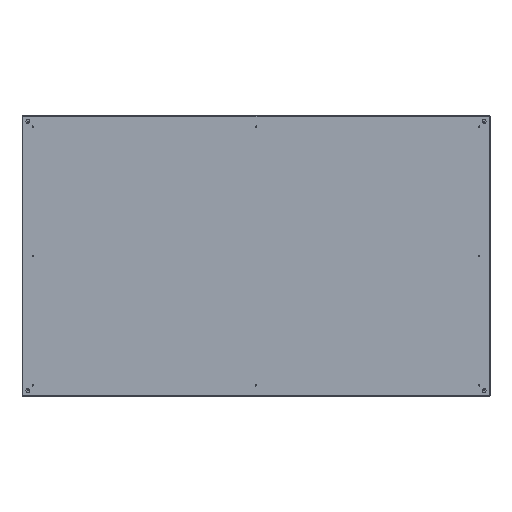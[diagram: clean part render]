
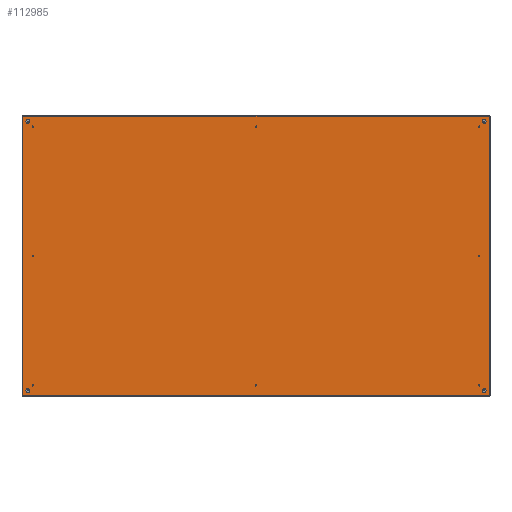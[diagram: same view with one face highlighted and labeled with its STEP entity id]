
A CAD part, left-side view. The second image highlights one B-rep face of the part: STEP entity #112985.
In plain terms, the highlighted face is planar.
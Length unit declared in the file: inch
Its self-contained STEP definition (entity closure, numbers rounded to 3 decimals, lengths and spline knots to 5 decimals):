
#469 = CARTESIAN_POINT ( 'NONE',  ( 17.24989, 0., 29. ) ) ;
#1053 = EDGE_CURVE ( 'NONE', #40730, #96793, #22175, .T. ) ;
#2275 = ORIENTED_EDGE ( 'NONE', *, *, #118371, .T. ) ;
#2852 = DIRECTION ( 'NONE',  ( 0., -1., 0. ) ) ;
#3648 = LINE ( 'NONE', #30485, #119752 ) ;
#6364 = ORIENTED_EDGE ( 'NONE', *, *, #47917, .T. ) ;
#6471 = DIRECTION ( 'NONE',  ( 0., -1., 0. ) ) ;
#9812 = CARTESIAN_POINT ( 'NONE',  ( 0., 0., 0. ) ) ;
#10360 = DIRECTION ( 'NONE',  ( 0., -1., 0. ) ) ;
#10632 = DIRECTION ( 'NONE',  ( -1., 0., 0. ) ) ;
#10983 = DIRECTION ( 'NONE',  ( 0., 0., -1. ) ) ;
#12466 = CARTESIAN_POINT ( 'NONE',  ( 17.24989, 0., 29.25 ) ) ;
#13206 = CIRCLE ( 'NONE', #52709, 0.25 ) ;
#14719 = ORIENTED_EDGE ( 'NONE', *, *, #73181, .T. ) ;
#15135 = ORIENTED_EDGE ( 'NONE', *, *, #118843, .T. ) ;
#17627 = CARTESIAN_POINT ( 'NONE',  ( 17.92789, 0., -29.892 ) ) ;
#18060 = AXIS2_PLACEMENT_3D ( 'NONE', #34965, #53512, #109831 ) ;
#18431 = DIRECTION ( 'NONE',  ( 1., 0., 0. ) ) ;
#18743 = EDGE_CURVE ( 'NONE', #56484, #32726, #116409, .T. ) ;
#21645 = CIRCLE ( 'NONE', #109386, 0.25 ) ;
#21972 = CIRCLE ( 'NONE', #53664, 0.25 ) ;
#22042 = AXIS2_PLACEMENT_3D ( 'NONE', #12466, #77250, #114591 ) ;
#22175 = LINE ( 'NONE', #119334, #110647 ) ;
#23501 = CARTESIAN_POINT ( 'NONE',  ( -17.92789, 0., -29.892 ) ) ;
#28142 = AXIS2_PLACEMENT_3D ( 'NONE', #77605, #96265, #114943 ) ;
#30485 = CARTESIAN_POINT ( 'NONE',  ( 17.92789, 0., 29.875 ) ) ;
#30842 = EDGE_CURVE ( 'NONE', #68401, #32463, #21972, .T. ) ;
#31109 = FACE_BOUND ( 'NONE', #119355, .T. ) ;
#31733 = VERTEX_POINT ( 'NONE', #23501 ) ;
#32463 = VERTEX_POINT ( 'NONE', #58427 ) ;
#32726 = VERTEX_POINT ( 'NONE', #89997 ) ;
#33991 = EDGE_CURVE ( 'NONE', #96793, #42099, #3648, .T. ) ;
#34247 = CIRCLE ( 'NONE', #92671, 0.25 ) ;
#34965 = CARTESIAN_POINT ( 'NONE',  ( 17.24989, 0., -29.25 ) ) ;
#38112 = ORIENTED_EDGE ( 'NONE', *, *, #43907, .F. ) ;
#40665 = CARTESIAN_POINT ( 'NONE',  ( 17.24989, 0., -29.25 ) ) ;
#40723 = CIRCLE ( 'NONE', #28142, 0.25 ) ;
#40730 = VERTEX_POINT ( 'NONE', #49850 ) ;
#41012 = EDGE_LOOP ( 'NONE', ( #74360, #2275 ) ) ;
#42099 = VERTEX_POINT ( 'NONE', #94803 ) ;
#43907 = EDGE_CURVE ( 'NONE', #31733, #42099, #115333, .T. ) ;
#47917 = EDGE_CURVE ( 'NONE', #32463, #68401, #13206, .T. ) ;
#49595 = ORIENTED_EDGE ( 'NONE', *, *, #112467, .T. ) ;
#49850 = CARTESIAN_POINT ( 'NONE',  ( -17.92789, 0., 29.892 ) ) ;
#50472 = DIRECTION ( 'NONE',  ( 0., 0., 1. ) ) ;
#50869 = DIRECTION ( 'NONE',  ( 0., -1., 0. ) ) ;
#51309 = EDGE_CURVE ( 'NONE', #32726, #56484, #86311, .T. ) ;
#51777 = ORIENTED_EDGE ( 'NONE', *, *, #51309, .T. ) ;
#52709 = AXIS2_PLACEMENT_3D ( 'NONE', #92913, #10360, #83191 ) ;
#52926 = VERTEX_POINT ( 'NONE', #81867 ) ;
#53512 = DIRECTION ( 'NONE',  ( 0., -1., 0. ) ) ;
#53664 = AXIS2_PLACEMENT_3D ( 'NONE', #78712, #115234, #60482 ) ;
#54284 = FACE_OUTER_BOUND ( 'NONE', #118991, .T. ) ;
#56484 = VERTEX_POINT ( 'NONE', #113178 ) ;
#58427 = CARTESIAN_POINT ( 'NONE',  ( -17.24989, 0., 29.5 ) ) ;
#59938 = ORIENTED_EDGE ( 'NONE', *, *, #18743, .T. ) ;
#60482 = DIRECTION ( 'NONE',  ( 0., 0., 1. ) ) ;
#60976 = CARTESIAN_POINT ( 'NONE',  ( -17.92789, 0., 29.875 ) ) ;
#62202 = CARTESIAN_POINT ( 'NONE',  ( -17.24989, 0., -29.5 ) ) ;
#63644 = VECTOR ( 'NONE', #91724, 39.37008 ) ;
#63747 = DIRECTION ( 'NONE',  ( 1., 0., 0. ) ) ;
#67325 = EDGE_LOOP ( 'NONE', ( #6364, #107034 ) ) ;
#68401 = VERTEX_POINT ( 'NONE', #82487 ) ;
#71282 = DIRECTION ( 'NONE',  ( 0., 0., 1. ) ) ;
#73181 = EDGE_CURVE ( 'NONE', #119602, #99447, #110530, .T. ) ;
#74360 = ORIENTED_EDGE ( 'NONE', *, *, #84929, .T. ) ;
#77250 = DIRECTION ( 'NONE',  ( 0., -1., 0. ) ) ;
#77605 = CARTESIAN_POINT ( 'NONE',  ( -17.24989, 0., -29.25 ) ) ;
#78712 = CARTESIAN_POINT ( 'NONE',  ( -17.24989, 0., 29.25 ) ) ;
#81867 = CARTESIAN_POINT ( 'NONE',  ( -17.24989, 0., -29. ) ) ;
#82487 = CARTESIAN_POINT ( 'NONE',  ( -17.24989, 0., 29. ) ) ;
#83191 = DIRECTION ( 'NONE',  ( 0., 0., 1. ) ) ;
#84929 = EDGE_CURVE ( 'NONE', #52926, #96636, #21645, .T. ) ;
#86125 = FACE_BOUND ( 'NONE', #67325, .T. ) ;
#86246 = VECTOR ( 'NONE', #18431, 39.37008 ) ;
#86311 = CIRCLE ( 'NONE', #18060, 0.25 ) ;
#86645 = CARTESIAN_POINT ( 'NONE',  ( 17.24989, 0., 29.5 ) ) ;
#88328 = LINE ( 'NONE', #60976, #63644 ) ;
#88819 = AXIS2_PLACEMENT_3D ( 'NONE', #40665, #2852, #114752 ) ;
#89073 = ORIENTED_EDGE ( 'NONE', *, *, #1053, .T. ) ;
#89997 = CARTESIAN_POINT ( 'NONE',  ( 17.24989, 0., -29. ) ) ;
#90196 = ORIENTED_EDGE ( 'NONE', *, *, #33991, .T. ) ;
#91724 = DIRECTION ( 'NONE',  ( 0., 0., 1. ) ) ;
#92671 = AXIS2_PLACEMENT_3D ( 'NONE', #107158, #50869, #50472 ) ;
#92913 = CARTESIAN_POINT ( 'NONE',  ( -17.24989, 0., 29.25 ) ) ;
#94803 = CARTESIAN_POINT ( 'NONE',  ( 17.92789, 0., -29.892 ) ) ;
#96265 = DIRECTION ( 'NONE',  ( 0., -1., 0. ) ) ;
#96636 = VERTEX_POINT ( 'NONE', #62202 ) ;
#96793 = VERTEX_POINT ( 'NONE', #102262 ) ;
#97737 = FACE_BOUND ( 'NONE', #41012, .T. ) ;
#99447 = VERTEX_POINT ( 'NONE', #469 ) ;
#102068 = AXIS2_PLACEMENT_3D ( 'NONE', #9812, #112382, #10632 ) ;
#102262 = CARTESIAN_POINT ( 'NONE',  ( 17.92789, 0., 29.892 ) ) ;
#107034 = ORIENTED_EDGE ( 'NONE', *, *, #30842, .T. ) ;
#107158 = CARTESIAN_POINT ( 'NONE',  ( 17.24989, 0., 29.25 ) ) ;
#108374 = EDGE_LOOP ( 'NONE', ( #51777, #59938 ) ) ;
#109386 = AXIS2_PLACEMENT_3D ( 'NONE', #117165, #6471, #71282 ) ;
#109831 = DIRECTION ( 'NONE',  ( 0., 0., 1. ) ) ;
#110530 = CIRCLE ( 'NONE', #22042, 0.25 ) ;
#110647 = VECTOR ( 'NONE', #63747, 39.37008 ) ;
#111553 = PLANE ( 'NONE',  #102068 ) ;
#112382 = DIRECTION ( 'NONE',  ( 0., 1., 0. ) ) ;
#112467 = EDGE_CURVE ( 'NONE', #99447, #119602, #34247, .T. ) ;
#112985 = ADVANCED_FACE ( 'NONE', ( #54284, #31109, #86125, #113737, #97737 ), #111553, .T. ) ;
#113178 = CARTESIAN_POINT ( 'NONE',  ( 17.24989, 0., -29.5 ) ) ;
#113737 = FACE_BOUND ( 'NONE', #108374, .T. ) ;
#114591 = DIRECTION ( 'NONE',  ( 0., 0., 1. ) ) ;
#114752 = DIRECTION ( 'NONE',  ( 0., 0., 1. ) ) ;
#114943 = DIRECTION ( 'NONE',  ( 0., 0., 1. ) ) ;
#115234 = DIRECTION ( 'NONE',  ( 0., -1., 0. ) ) ;
#115333 = LINE ( 'NONE', #17627, #86246 ) ;
#116409 = CIRCLE ( 'NONE', #88819, 0.25 ) ;
#117165 = CARTESIAN_POINT ( 'NONE',  ( -17.24989, 0., -29.25 ) ) ;
#118371 = EDGE_CURVE ( 'NONE', #96636, #52926, #40723, .T. ) ;
#118843 = EDGE_CURVE ( 'NONE', #31733, #40730, #88328, .T. ) ;
#118991 = EDGE_LOOP ( 'NONE', ( #38112, #15135, #89073, #90196 ) ) ;
#119334 = CARTESIAN_POINT ( 'NONE',  ( 0., 0., 29.892 ) ) ;
#119355 = EDGE_LOOP ( 'NONE', ( #14719, #49595 ) ) ;
#119602 = VERTEX_POINT ( 'NONE', #86645 ) ;
#119752 = VECTOR ( 'NONE', #10983, 39.37008 ) ;
